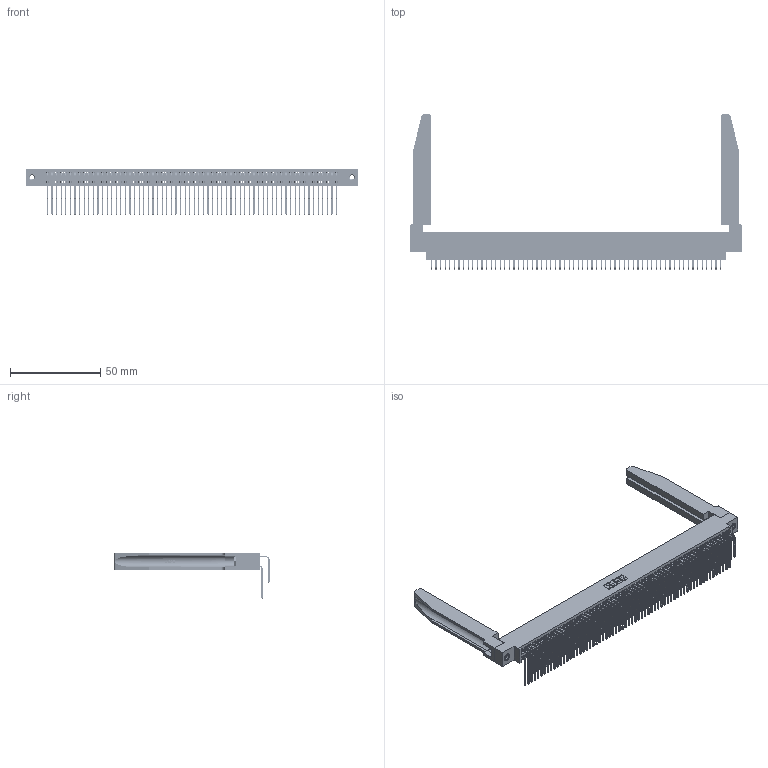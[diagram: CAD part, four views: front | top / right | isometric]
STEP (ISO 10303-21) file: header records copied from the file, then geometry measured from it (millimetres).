
FILE_DESCRIPTION (( 'STEP AP203' ), '1' );
FILE_NAME ('345-128-559-878.STEP', '2019-11-07T10:59:35', ( '' ), ( '' ), 'SwSTEP 2.0', 'SolidWorks 2016', '' );
FILE_SCHEMA (( 'CONFIG_CONTROL_DESIGN' ));
Length unit declared in the file: inch
Products named in the file (6): 345-292-001_559 Tail - 2; 345 Part_0.170 Offset - 0.156 Dia-TH; 345-292-001_558 559 Tail - 1; 345-250-001_345-250-001-102; 345-128-559-878; 345-220-078_345-220-078
Assembly tree (133 placements, depth 2):
  345-128-559-878
    345 Part_0.170 Offset - 0.156 Dia-TH
    345-292-001_558 559 Tail - 1  x64
    345-292-001_559 Tail - 2  x64
    345-250-001_345-250-001-102  x2
    345-220-078_345-220-078  x2
Bounding box: 183.79 x 85.84 x 25.53 mm (x, y, z)
Volume: 26453.6 mm3; surface area: 38497.1 mm2
Topology: 133 solids, 133 shells, 7020 faces, 20801 edges, 13686 vertices
Faces by surface type: plane 4706, cylinder 2262, bspline 36, cone 12, torus 4
Entity records: 53778 total; most frequent: CARTESIAN_POINT 9958, ORIENTED_EDGE 8738, DIRECTION 7719, EDGE_CURVE 4369, LINE 3847, VECTOR 3847, VERTEX_POINT 2904, AXIS2_PLACEMENT_3D 1936
